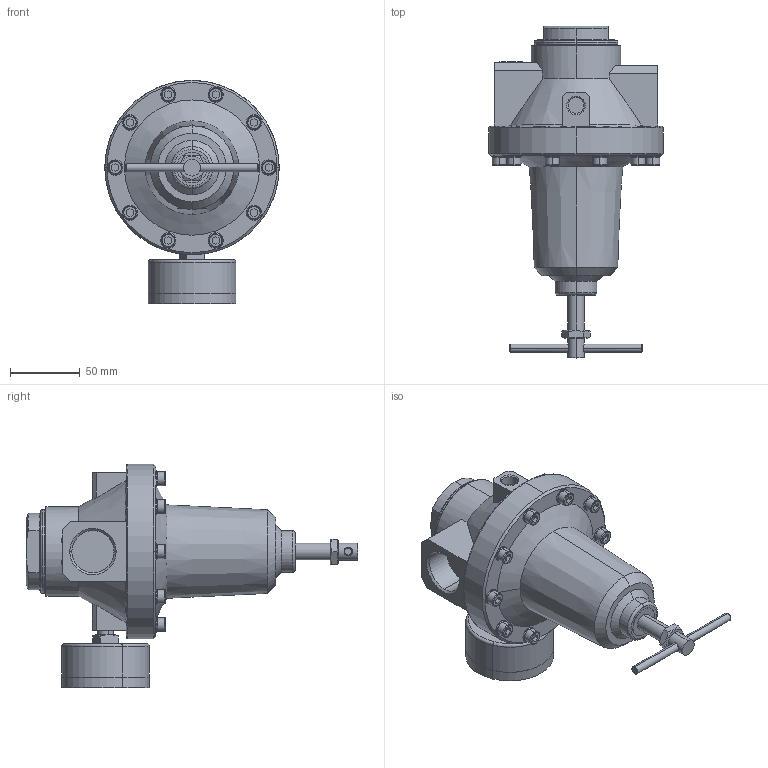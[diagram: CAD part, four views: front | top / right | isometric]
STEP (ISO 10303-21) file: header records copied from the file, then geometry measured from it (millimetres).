
FILE_DESCRIPTION (( 'STEP AP214' ), '1' );
FILE_NAME ('KN-DR55_3_G.STEP', '2018-08-30T11:42:40', ( '' ), ( '' ), 'SwSTEP 2.0', 'SolidWorks 2018', '' );
FILE_SCHEMA (( 'AUTOMOTIVE_DESIGN' ));
Length unit declared in the file: millimetre
Products named in the file (1): KN-DR55_3_G
Bounding box: 125 x 238 x 160 mm (x, y, z)
Volume: 1029280.2 mm3; surface area: 90572.3 mm2
Topology: 2 solids, 2 shells, 387 faces, 971 edges, 631 vertices
Faces by surface type: plane 192, cylinder 98, cone 61, bspline 36
Entity records: 16774 total; most frequent: CARTESIAN_POINT 3328, ORIENTED_EDGE 1942, DIRECTION 1884, EDGE_CURVE 971, AXIS2_PLACEMENT_3D 687, VERTEX_POINT 631, VECTOR 510, LINE 510
